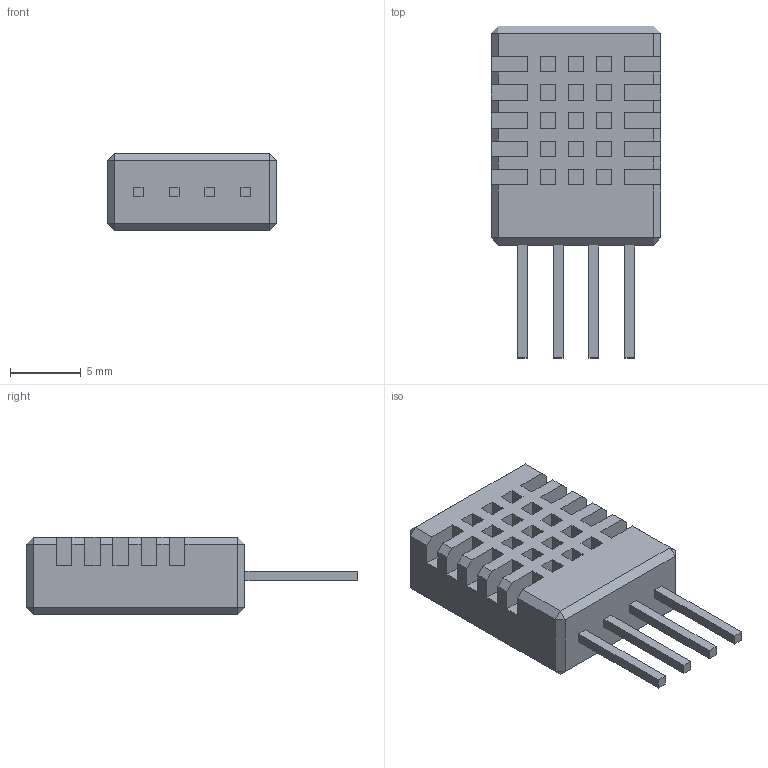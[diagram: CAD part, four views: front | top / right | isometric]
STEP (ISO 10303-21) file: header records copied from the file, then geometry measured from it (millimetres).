
FILE_DESCRIPTION (( 'STEP AP214' ), '1' );
FILE_NAME ('9514DE12-1F79-40F2-8CC1-1392375CF178.STEP', '2024-02-22T21:35:14', ( '' ), ( '' ), 'SwSTEP 2.0', 'SolidWorks 2022', '' );
FILE_SCHEMA (( 'AUTOMOTIVE_DESIGN' ));
Length unit declared in the file: millimetre
Products named in the file (1): 9514DE12-1F79-40F2-8CC1-1392375CF178
Bounding box: 12 x 23.5 x 5.5 mm (x, y, z)
Volume: 895.5 mm3; surface area: 1034.2 mm2
Topology: 1 solids, 1 shells, 181 faces, 450 edges, 292 vertices
Faces by surface type: plane 181
Entity records: 7257 total; most frequent: CARTESIAN_POINT 924, ORIENTED_EDGE 900, DIRECTION 814, VECTOR 450, EDGE_CURVE 450, LINE 450, VERTEX_POINT 292, EDGE_LOOP 202
